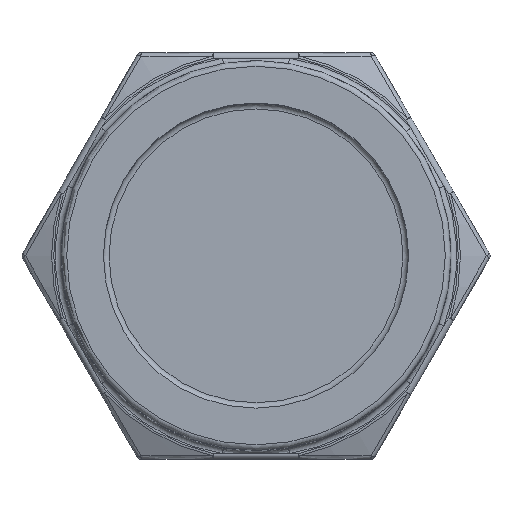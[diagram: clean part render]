
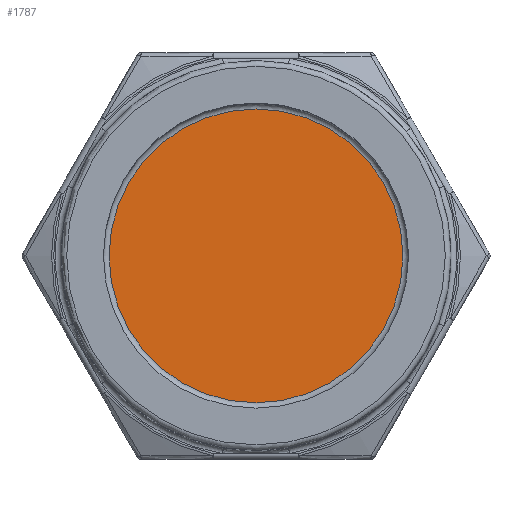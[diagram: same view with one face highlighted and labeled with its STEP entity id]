
A CAD part, top view. The second image highlights one B-rep face of the part: STEP entity #1787.
In plain terms, the highlighted planar face has unit normal (0, 0, 1).
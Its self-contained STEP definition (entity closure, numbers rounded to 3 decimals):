
#43=PLANE('',#2065);
#779=ORIENTED_EDGE('',*,*,#860,.T.);
#860=EDGE_CURVE('',#1111,#1111,#1248,.T.);
#1111=VERTEX_POINT('',#3015);
#1248=CIRCLE('',#1847,13.);
#1507=EDGE_LOOP('',(#779));
#1645=FACE_BOUND('',#1507,.T.);
#1787=ADVANCED_FACE('',(#1645),#43,.T.);
#1847=AXIS2_PLACEMENT_3D('',#3014,#2149,#2150);
#2065=AXIS2_PLACEMENT_3D('',#4127,#2627,#2628);
#2149=DIRECTION('',(0.,0.,1.));
#2150=DIRECTION('',(1.,0.,0.));
#2627=DIRECTION('',(0.,0.,1.));
#2628=DIRECTION('',(1.,0.,0.));
#3014=CARTESIAN_POINT('',(0.,0.,1.));
#3015=CARTESIAN_POINT('',(13.,0.,1.));
#4127=CARTESIAN_POINT('',(13.5,0.,1.));
